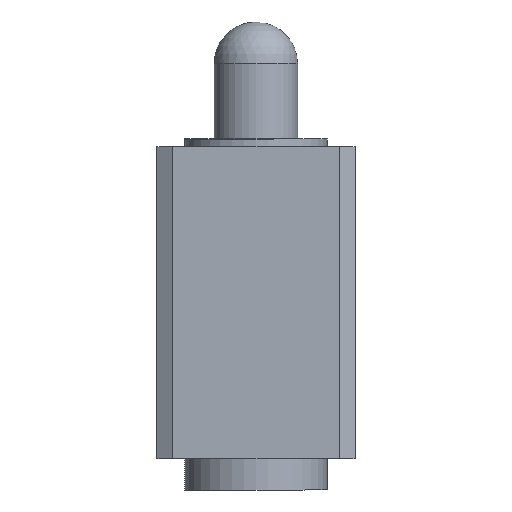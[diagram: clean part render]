
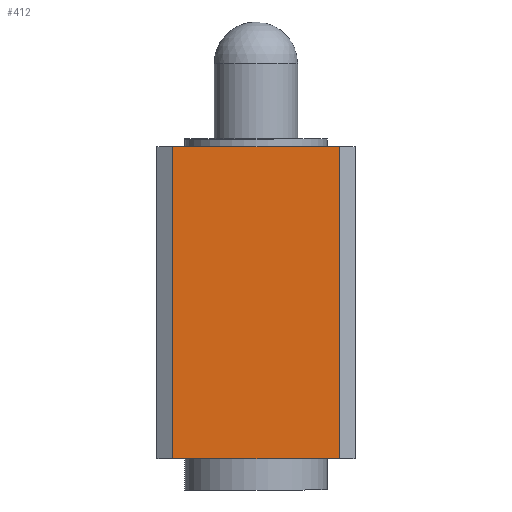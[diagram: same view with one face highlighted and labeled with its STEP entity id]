
A CAD part, left-side view. The second image highlights one B-rep face of the part: STEP entity #412.
In plain terms, the highlighted planar face has unit normal (-1, 0, 0).
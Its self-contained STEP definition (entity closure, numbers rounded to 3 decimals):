
#412 = ADVANCED_FACE('',(#413),#447,.T.);
#413 = FACE_BOUND('',#414,.T.);
#414 = EDGE_LOOP('',(#415,#425,#433,#441));
#415 = ORIENTED_EDGE('',*,*,#416,.T.);
#416 = EDGE_CURVE('',#417,#419,#421,.T.);
#417 = VERTEX_POINT('',#418);
#418 = CARTESIAN_POINT('',(-1.17,-1.07,0.));
#419 = VERTEX_POINT('',#420);
#420 = CARTESIAN_POINT('',(-1.17,-1.07,4.));
#421 = LINE('',#422,#423);
#422 = CARTESIAN_POINT('',(-1.17,-1.07,0.));
#423 = VECTOR('',#424,1.);
#424 = DIRECTION('',(0.,0.,1.));
#425 = ORIENTED_EDGE('',*,*,#426,.T.);
#426 = EDGE_CURVE('',#419,#427,#429,.T.);
#427 = VERTEX_POINT('',#428);
#428 = CARTESIAN_POINT('',(-1.17,1.07,4.));
#429 = LINE('',#430,#431);
#430 = CARTESIAN_POINT('',(-1.17,-1.07,4.));
#431 = VECTOR('',#432,1.);
#432 = DIRECTION('',(0.,1.,0.));
#433 = ORIENTED_EDGE('',*,*,#434,.F.);
#434 = EDGE_CURVE('',#435,#427,#437,.T.);
#435 = VERTEX_POINT('',#436);
#436 = CARTESIAN_POINT('',(-1.17,1.07,0.));
#437 = LINE('',#438,#439);
#438 = CARTESIAN_POINT('',(-1.17,1.07,0.));
#439 = VECTOR('',#440,1.);
#440 = DIRECTION('',(0.,0.,1.));
#441 = ORIENTED_EDGE('',*,*,#442,.F.);
#442 = EDGE_CURVE('',#417,#435,#443,.T.);
#443 = LINE('',#444,#445);
#444 = CARTESIAN_POINT('',(-1.17,-1.07,0.));
#445 = VECTOR('',#446,1.);
#446 = DIRECTION('',(0.,1.,0.));
#447 = PLANE('',#448);
#448 = AXIS2_PLACEMENT_3D('',#449,#450,#451);
#449 = CARTESIAN_POINT('',(-1.17,-1.07,0.));
#450 = DIRECTION('',(-1.,0.,0.));
#451 = DIRECTION('',(0.,1.,0.));
